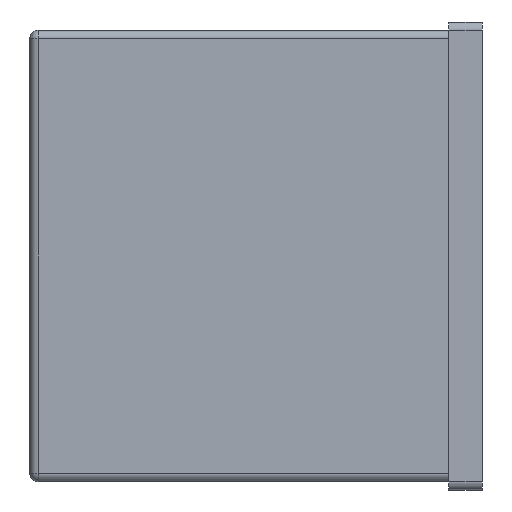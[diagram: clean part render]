
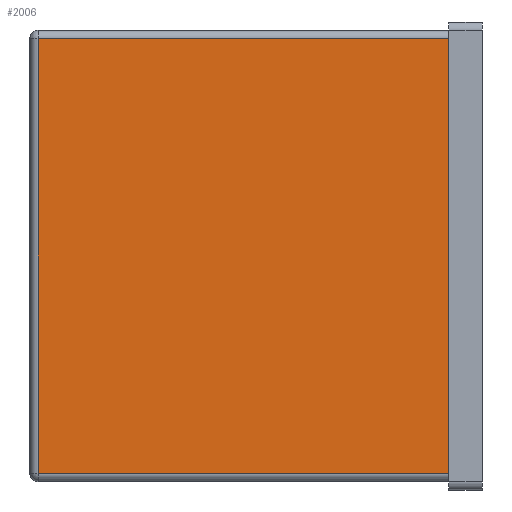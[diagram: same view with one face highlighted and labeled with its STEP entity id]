
A CAD part, left-side view. The second image highlights one B-rep face of the part: STEP entity #2006.
In plain terms, the highlighted planar face has unit normal (-1, 0, 0).
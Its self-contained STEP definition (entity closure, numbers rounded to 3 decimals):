
#154 = VERTEX_POINT ( 'NONE', #354 ) ;
#201 = EDGE_CURVE ( 'NONE', #154, #204, #1356, .T. ) ;
#204 = VERTEX_POINT ( 'NONE', #414 ) ;
#299 = AXIS2_PLACEMENT_3D ( 'NONE', #2510, #607, #2305 ) ;
#303 = EDGE_CURVE ( 'NONE', #2607, #154, #373, .T. ) ;
#354 = CARTESIAN_POINT ( 'NONE',  ( 0., 0., -26.2 ) ) ;
#373 = LINE ( 'NONE', #2359, #1458 ) ;
#414 = CARTESIAN_POINT ( 'NONE',  ( 0., 0., -0.5 ) ) ;
#539 = FACE_OUTER_BOUND ( 'NONE', #1886, .T. ) ;
#607 = DIRECTION ( 'NONE',  ( 1., 0., 0. ) ) ;
#620 = PLANE ( 'NONE',  #299 ) ;
#711 = CARTESIAN_POINT ( 'NONE',  ( 0., 24.8, -0.5 ) ) ;
#726 = ORIENTED_EDGE ( 'NONE', *, *, #201, .T. ) ;
#787 = EDGE_CURVE ( 'NONE', #204, #2372, #1419, .T. ) ;
#836 = EDGE_CURVE ( 'NONE', #2372, #2607, #879, .T. ) ;
#879 = LINE ( 'NONE', #1596, #1810 ) ;
#940 = ORIENTED_EDGE ( 'NONE', *, *, #836, .T. ) ;
#1175 = DIRECTION ( 'NONE',  ( 0., 1., 0. ) ) ;
#1226 = CARTESIAN_POINT ( 'NONE',  ( 0., 24.3, -26.2 ) ) ;
#1356 = LINE ( 'NONE', #2349, #2712 ) ;
#1360 = DIRECTION ( 'NONE',  ( 0., -1., 0. ) ) ;
#1419 = LINE ( 'NONE', #711, #2255 ) ;
#1458 = VECTOR ( 'NONE', #1360, 1000. ) ;
#1525 = ORIENTED_EDGE ( 'NONE', *, *, #303, .T. ) ;
#1596 = CARTESIAN_POINT ( 'NONE',  ( 0., 24.3, 0. ) ) ;
#1805 = ORIENTED_EDGE ( 'NONE', *, *, #787, .T. ) ;
#1810 = VECTOR ( 'NONE', #1815, 1000. ) ;
#1815 = DIRECTION ( 'NONE',  ( 0., 0., -1. ) ) ;
#1886 = EDGE_LOOP ( 'NONE', ( #940, #1525, #726, #1805 ) ) ;
#2006 = ADVANCED_FACE ( 'NONE', ( #539 ), #620, .F. ) ;
#2255 = VECTOR ( 'NONE', #1175, 1000. ) ;
#2259 = CARTESIAN_POINT ( 'NONE',  ( 0., 24.3, -0.5 ) ) ;
#2305 = DIRECTION ( 'NONE',  ( 0., 0., -1. ) ) ;
#2330 = DIRECTION ( 'NONE',  ( 0., 0., 1. ) ) ;
#2349 = CARTESIAN_POINT ( 'NONE',  ( 0., 0., 0. ) ) ;
#2359 = CARTESIAN_POINT ( 'NONE',  ( 0., 24.8, -26.2 ) ) ;
#2372 = VERTEX_POINT ( 'NONE', #2259 ) ;
#2510 = CARTESIAN_POINT ( 'NONE',  ( 0., 24.8, 0. ) ) ;
#2607 = VERTEX_POINT ( 'NONE', #1226 ) ;
#2712 = VECTOR ( 'NONE', #2330, 1000. ) ;
